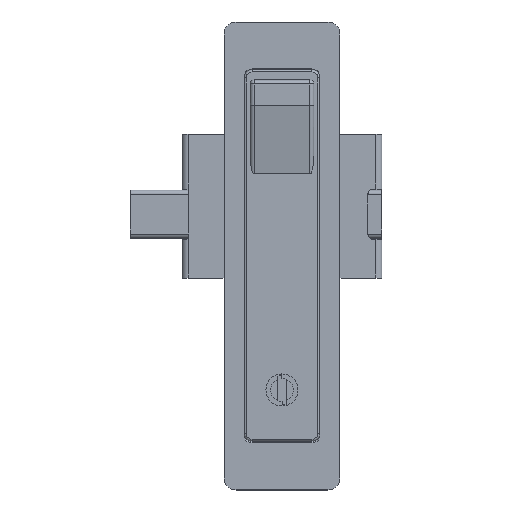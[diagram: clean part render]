
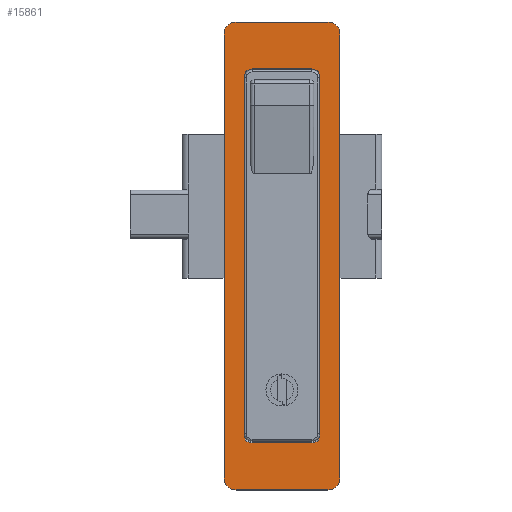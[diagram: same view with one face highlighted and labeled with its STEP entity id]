
A CAD part, top view. The second image highlights one B-rep face of the part: STEP entity #15861.
In plain terms, the highlighted planar face has unit normal (0, 0, 1).
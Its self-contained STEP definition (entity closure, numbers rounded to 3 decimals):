
#61 = ORIENTED_EDGE ( 'NONE', *, *, #18639, .T. ) ;
#349 = LINE ( 'NONE', #21068, #7884 ) ;
#382 = DIRECTION ( 'NONE',  ( 0., 1., 0. ) ) ;
#513 = AXIS2_PLACEMENT_3D ( 'NONE', #1845, #18959, #10428 ) ;
#560 = ORIENTED_EDGE ( 'NONE', *, *, #19747, .F. ) ;
#712 = LINE ( 'NONE', #2256, #9070 ) ;
#716 = ORIENTED_EDGE ( 'NONE', *, *, #18629, .F. ) ;
#987 = CARTESIAN_POINT ( 'NONE',  ( -9.5, -69.75, 4. ) ) ;
#1165 = EDGE_CURVE ( 'NONE', #17856, #1494, #12360, .T. ) ;
#1193 = CIRCLE ( 'NONE', #22083, 2. ) ;
#1404 = CIRCLE ( 'NONE', #4222, 3. ) ;
#1435 = VERTEX_POINT ( 'NONE', #2924 ) ;
#1494 = VERTEX_POINT ( 'NONE', #16632 ) ;
#1542 = VERTEX_POINT ( 'NONE', #1550 ) ;
#1550 = CARTESIAN_POINT ( 'NONE',  ( 7.5, -71.75, 4. ) ) ;
#1585 = VERTEX_POINT ( 'NONE', #11931 ) ;
#1796 = CARTESIAN_POINT ( 'NONE',  ( -11.5, 33.5, 4. ) ) ;
#1845 = CARTESIAN_POINT ( 'NONE',  ( -11.5, 30.5, 4. ) ) ;
#1939 = LINE ( 'NONE', #4352, #18317 ) ;
#2256 = CARTESIAN_POINT ( 'NONE',  ( 14.5, -83.5, 4. ) ) ;
#2305 = VECTOR ( 'NONE', #8608, 1000. ) ;
#2790 = CARTESIAN_POINT ( 'NONE',  ( 14.5, -80.5, 4. ) ) ;
#2821 = DIRECTION ( 'NONE',  ( 0., 1., 0. ) ) ;
#2897 = VECTOR ( 'NONE', #10251, 1000. ) ;
#2924 = CARTESIAN_POINT ( 'NONE',  ( -11.5, -83.5, 4. ) ) ;
#3095 = ORIENTED_EDGE ( 'NONE', *, *, #9947, .T. ) ;
#3291 = ORIENTED_EDGE ( 'NONE', *, *, #10362, .T. ) ;
#3632 = CIRCLE ( 'NONE', #20013, 2. ) ;
#3681 = CARTESIAN_POINT ( 'NONE',  ( 7.5, -69.75, 4. ) ) ;
#3899 = DIRECTION ( 'NONE',  ( 0., 1., 0. ) ) ;
#4027 = EDGE_CURVE ( 'NONE', #17856, #13668, #15207, .T. ) ;
#4212 = ORIENTED_EDGE ( 'NONE', *, *, #11678, .T. ) ;
#4222 = AXIS2_PLACEMENT_3D ( 'NONE', #9946, #9806, #8120 ) ;
#4352 = CARTESIAN_POINT ( 'NONE',  ( -9.5, 21.75, 4. ) ) ;
#4595 = AXIS2_PLACEMENT_3D ( 'NONE', #9764, #21716, #14840 ) ;
#5057 = AXIS2_PLACEMENT_3D ( 'NONE', #8452, #21948, #10055 ) ;
#5082 = VERTEX_POINT ( 'NONE', #15303 ) ;
#5191 = ORIENTED_EDGE ( 'NONE', *, *, #10499, .F. ) ;
#5420 = DIRECTION ( 'NONE',  ( -1., 0., 0. ) ) ;
#6150 = CARTESIAN_POINT ( 'NONE',  ( 7.5, 21.75, 4. ) ) ;
#7204 = DIRECTION ( 'NONE',  ( 0., 1., 0. ) ) ;
#7519 = ORIENTED_EDGE ( 'NONE', *, *, #14330, .T. ) ;
#7806 = EDGE_CURVE ( 'NONE', #5082, #13384, #13365, .T. ) ;
#7884 = VECTOR ( 'NONE', #10821, 1000. ) ;
#7938 = EDGE_CURVE ( 'NONE', #13638, #1435, #712, .T. ) ;
#8120 = DIRECTION ( 'NONE',  ( 0., 1., 0. ) ) ;
#8166 = VERTEX_POINT ( 'NONE', #6150 ) ;
#8183 = CIRCLE ( 'NONE', #513, 3. ) ;
#8200 = ORIENTED_EDGE ( 'NONE', *, *, #1165, .T. ) ;
#8220 = DIRECTION ( 'NONE',  ( 0., 0., 1. ) ) ;
#8312 = CARTESIAN_POINT ( 'NONE',  ( -9.5, 19.75, 4. ) ) ;
#8452 = CARTESIAN_POINT ( 'NONE',  ( 14.5, 33.5, 4. ) ) ;
#8608 = DIRECTION ( 'NONE',  ( 0., -1., 0. ) ) ;
#8664 = CARTESIAN_POINT ( 'NONE',  ( -14.5, -80.5, 4. ) ) ;
#8754 = EDGE_LOOP ( 'NONE', ( #716, #18852, #5191, #7519, #560, #4212, #16803, #3095 ) ) ;
#9070 = VECTOR ( 'NONE', #5420, 1000. ) ;
#9072 = DIRECTION ( 'NONE',  ( 0., 0., -1. ) ) ;
#9103 = CARTESIAN_POINT ( 'NONE',  ( 11.5, 30.5, 4. ) ) ;
#9409 = CARTESIAN_POINT ( 'NONE',  ( 11.5, -83.5, 4. ) ) ;
#9447 = VECTOR ( 'NONE', #11401, 1000. ) ;
#9764 = CARTESIAN_POINT ( 'NONE',  ( 7.5, 19.75, 4. ) ) ;
#9806 = DIRECTION ( 'NONE',  ( 0., 0., 1. ) ) ;
#9894 = ORIENTED_EDGE ( 'NONE', *, *, #4027, .F. ) ;
#9946 = CARTESIAN_POINT ( 'NONE',  ( 11.5, -80.5, 4. ) ) ;
#9947 = EDGE_CURVE ( 'NONE', #1585, #20428, #3632, .T. ) ;
#9963 = CARTESIAN_POINT ( 'NONE',  ( 9.5, -69.75, 4. ) ) ;
#10055 = DIRECTION ( 'NONE',  ( 0., 1., 0. ) ) ;
#10251 = DIRECTION ( 'NONE',  ( 0., -1., 0. ) ) ;
#10361 = FACE_OUTER_BOUND ( 'NONE', #20179, .T. ) ;
#10362 = EDGE_CURVE ( 'NONE', #20640, #5082, #8183, .T. ) ;
#10428 = DIRECTION ( 'NONE',  ( 0., 1., 0. ) ) ;
#10461 = EDGE_CURVE ( 'NONE', #17555, #13773, #1193, .T. ) ;
#10499 = EDGE_CURVE ( 'NONE', #8166, #13773, #12505, .T. ) ;
#10567 = CARTESIAN_POINT ( 'NONE',  ( 14.5, 33.5, 4. ) ) ;
#10727 = EDGE_CURVE ( 'NONE', #13384, #1435, #15394, .T. ) ;
#10801 = DIRECTION ( 'NONE',  ( -1., 0., 0. ) ) ;
#10821 = DIRECTION ( 'NONE',  ( 1., 0., 0. ) ) ;
#10946 = DIRECTION ( 'NONE',  ( 0., 1., 0. ) ) ;
#11401 = DIRECTION ( 'NONE',  ( -1., 0., 0. ) ) ;
#11678 = EDGE_CURVE ( 'NONE', #14889, #1542, #21784, .T. ) ;
#11931 = CARTESIAN_POINT ( 'NONE',  ( -7.5, -71.75, 4. ) ) ;
#12360 = CIRCLE ( 'NONE', #14645, 3. ) ;
#12463 = EDGE_CURVE ( 'NONE', #1494, #20640, #21765, .T. ) ;
#12505 = LINE ( 'NONE', #14321, #13291 ) ;
#12614 = CARTESIAN_POINT ( 'NONE',  ( -7.5, -69.75, 4. ) ) ;
#13170 = ORIENTED_EDGE ( 'NONE', *, *, #7806, .T. ) ;
#13291 = VECTOR ( 'NONE', #10801, 1000. ) ;
#13365 = LINE ( 'NONE', #17178, #2897 ) ;
#13384 = VERTEX_POINT ( 'NONE', #8664 ) ;
#13414 = PLANE ( 'NONE',  #5057 ) ;
#13418 = CARTESIAN_POINT ( 'NONE',  ( 14.5, 33.5, 4. ) ) ;
#13580 = CARTESIAN_POINT ( 'NONE',  ( 9.5, 19.75, 4. ) ) ;
#13638 = VERTEX_POINT ( 'NONE', #9409 ) ;
#13668 = VERTEX_POINT ( 'NONE', #2790 ) ;
#13773 = VERTEX_POINT ( 'NONE', #22206 ) ;
#14118 = DIRECTION ( 'NONE',  ( 0., 0., -1. ) ) ;
#14170 = DIRECTION ( 'NONE',  ( 0., 1., 0. ) ) ;
#14218 = ORIENTED_EDGE ( 'NONE', *, *, #7938, .F. ) ;
#14321 = CARTESIAN_POINT ( 'NONE',  ( 9.5, 21.75, 4. ) ) ;
#14330 = EDGE_CURVE ( 'NONE', #8166, #19439, #17406, .T. ) ;
#14354 = AXIS2_PLACEMENT_3D ( 'NONE', #21777, #8220, #2821 ) ;
#14645 = AXIS2_PLACEMENT_3D ( 'NONE', #9103, #21078, #382 ) ;
#14694 = ORIENTED_EDGE ( 'NONE', *, *, #10727, .T. ) ;
#14840 = DIRECTION ( 'NONE',  ( 0., 1., 0. ) ) ;
#14889 = VERTEX_POINT ( 'NONE', #9963 ) ;
#15207 = LINE ( 'NONE', #10567, #2305 ) ;
#15303 = CARTESIAN_POINT ( 'NONE',  ( -14.5, 30.5, 4. ) ) ;
#15394 = CIRCLE ( 'NONE', #14354, 3. ) ;
#15861 = ADVANCED_FACE ( 'NONE', ( #15963, #10361 ), #13414, .F. ) ;
#15864 = CARTESIAN_POINT ( 'NONE',  ( 14.5, 30.5, 4. ) ) ;
#15963 = FACE_BOUND ( 'NONE', #8754, .T. ) ;
#16062 = DIRECTION ( 'NONE',  ( 0., -1., 0. ) ) ;
#16632 = CARTESIAN_POINT ( 'NONE',  ( 11.5, 33.5, 4. ) ) ;
#16803 = ORIENTED_EDGE ( 'NONE', *, *, #17224, .F. ) ;
#17178 = CARTESIAN_POINT ( 'NONE',  ( -14.5, 33.5, 4. ) ) ;
#17224 = EDGE_CURVE ( 'NONE', #1585, #1542, #349, .T. ) ;
#17406 = CIRCLE ( 'NONE', #4595, 2. ) ;
#17555 = VERTEX_POINT ( 'NONE', #8312 ) ;
#17856 = VERTEX_POINT ( 'NONE', #15864 ) ;
#18317 = VECTOR ( 'NONE', #16062, 1000. ) ;
#18629 = EDGE_CURVE ( 'NONE', #17555, #20428, #1939, .T. ) ;
#18639 = EDGE_CURVE ( 'NONE', #13638, #13668, #1404, .T. ) ;
#18852 = ORIENTED_EDGE ( 'NONE', *, *, #10461, .T. ) ;
#18959 = DIRECTION ( 'NONE',  ( 0., 0., 1. ) ) ;
#19230 = AXIS2_PLACEMENT_3D ( 'NONE', #3681, #14118, #3899 ) ;
#19321 = CARTESIAN_POINT ( 'NONE',  ( -7.5, 19.75, 4. ) ) ;
#19341 = DIRECTION ( 'NONE',  ( 0., 0., -1. ) ) ;
#19439 = VERTEX_POINT ( 'NONE', #13580 ) ;
#19747 = EDGE_CURVE ( 'NONE', #14889, #19439, #20954, .T. ) ;
#20013 = AXIS2_PLACEMENT_3D ( 'NONE', #12614, #19341, #7204 ) ;
#20179 = EDGE_LOOP ( 'NONE', ( #9894, #8200, #21471, #3291, #13170, #14694, #14218, #61 ) ) ;
#20428 = VERTEX_POINT ( 'NONE', #987 ) ;
#20640 = VERTEX_POINT ( 'NONE', #1796 ) ;
#20954 = LINE ( 'NONE', #21200, #21739 ) ;
#21068 = CARTESIAN_POINT ( 'NONE',  ( -9.5, -71.75, 4. ) ) ;
#21078 = DIRECTION ( 'NONE',  ( 0., 0., 1. ) ) ;
#21200 = CARTESIAN_POINT ( 'NONE',  ( 9.5, -71.75, 4. ) ) ;
#21471 = ORIENTED_EDGE ( 'NONE', *, *, #12463, .T. ) ;
#21716 = DIRECTION ( 'NONE',  ( 0., 0., -1. ) ) ;
#21739 = VECTOR ( 'NONE', #10946, 1000. ) ;
#21765 = LINE ( 'NONE', #13418, #9447 ) ;
#21777 = CARTESIAN_POINT ( 'NONE',  ( -11.5, -80.5, 4. ) ) ;
#21784 = CIRCLE ( 'NONE', #19230, 2. ) ;
#21948 = DIRECTION ( 'NONE',  ( 0., 0., -1. ) ) ;
#22083 = AXIS2_PLACEMENT_3D ( 'NONE', #19321, #9072, #14170 ) ;
#22206 = CARTESIAN_POINT ( 'NONE',  ( -7.5, 21.75, 4. ) ) ;
